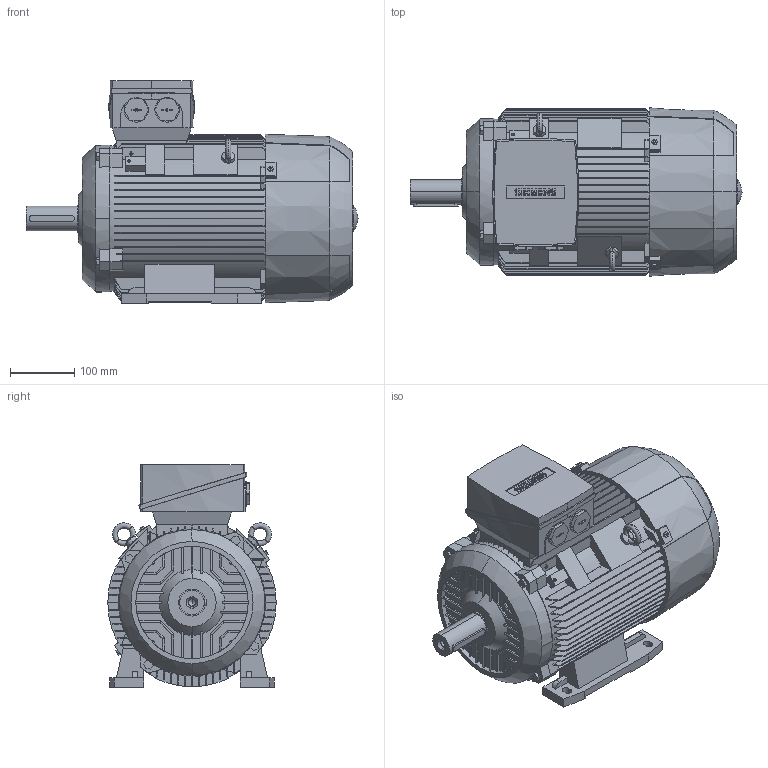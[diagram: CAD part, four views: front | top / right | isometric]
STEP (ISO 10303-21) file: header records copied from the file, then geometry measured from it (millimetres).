
FILE_DESCRIPTION(('STEP AP214'),'1');
FILE_NAME('cctmp_FE1E8AE7-FF2B-44F6-B9A8-01C897B57B87_2023_06_27_10_59_36_0842..stp','2023-06-27T08:59:37',('SIEMENS A&D'),('CADClick - www.CADClick.com'),'Spatial InterOp 3D',' ','unknown authorization');
FILE_SCHEMA(('AUTOMOTIVE_DESIGN'));
Length unit declared in the file: millimetre
Products named in the file (1): 1
Bounding box: 516.5 x 262 x 346.5 mm (x, y, z)
Volume: 21295880.9 mm3; surface area: 957526.7 mm2
Topology: 7 solids, 7 shells, 1160 faces, 3299 edges, 2162 vertices
Faces by surface type: plane 739, cylinder 259, torus 132, cone 26, sphere 4
Entity records: 54490 total; most frequent: CARTESIAN_POINT 15618, ORIENTED_EDGE 6542, DIRECTION 5719, EDGE_CURVE 3271, VERTEX_POINT 2162, LINE 1971, VECTOR 1971, AXIS2_PLACEMENT_3D 1874
